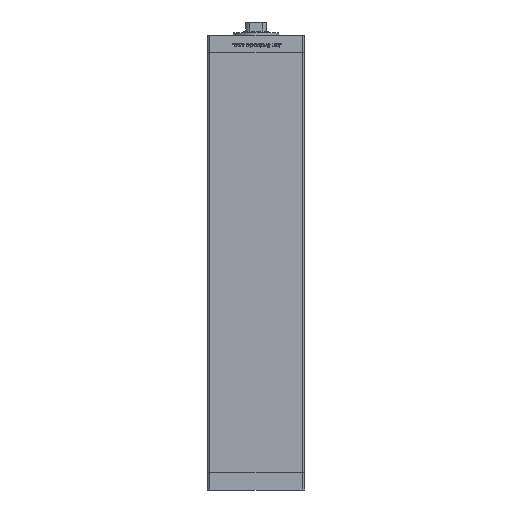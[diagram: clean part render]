
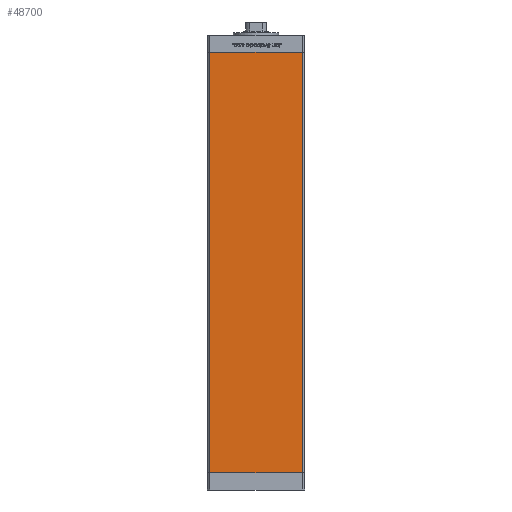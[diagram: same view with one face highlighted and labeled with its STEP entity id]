
A CAD part, front view. The second image highlights one B-rep face of the part: STEP entity #48700.
In plain terms, the highlighted planar face has unit normal (0, -1, 0).
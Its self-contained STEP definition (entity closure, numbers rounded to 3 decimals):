
#467 = EDGE_CURVE ( 'NONE', #14549, #14728, #13505, .T. ) ;
#1733 = CARTESIAN_POINT ( 'NONE',  ( -40.5, -37.5, 368.5 ) ) ;
#1916 = PLANE ( 'NONE',  #14186 ) ;
#6724 = VERTEX_POINT ( 'NONE', #29802 ) ;
#7200 = ORIENTED_EDGE ( 'NONE', *, *, #24380, .F. ) ;
#8933 = VECTOR ( 'NONE', #29332, 1000. ) ;
#9858 = VECTOR ( 'NONE', #10466, 1000. ) ;
#10025 = LINE ( 'NONE', #50889, #26449 ) ;
#10087 = DIRECTION ( 'NONE',  ( 0., 0., 1. ) ) ;
#10466 = DIRECTION ( 'NONE',  ( 1., 0., 0. ) ) ;
#12718 = VECTOR ( 'NONE', #34933, 1000. ) ;
#13010 = FACE_OUTER_BOUND ( 'NONE', #34890, .T. ) ;
#13505 = LINE ( 'NONE', #26136, #8933 ) ;
#13849 = LINE ( 'NONE', #1733, #12718 ) ;
#13950 = CARTESIAN_POINT ( 'NONE',  ( 40.5, -37.5, 0. ) ) ;
#14186 = AXIS2_PLACEMENT_3D ( 'NONE', #17999, #46224, #10087 ) ;
#14549 = VERTEX_POINT ( 'NONE', #41987 ) ;
#14728 = VERTEX_POINT ( 'NONE', #13950 ) ;
#17999 = CARTESIAN_POINT ( 'NONE',  ( -40.5, -37.5, 368.5 ) ) ;
#24380 = EDGE_CURVE ( 'NONE', #6724, #14549, #13849, .T. ) ;
#26136 = CARTESIAN_POINT ( 'NONE',  ( 40.5, -37.5, 368.5 ) ) ;
#26449 = VECTOR ( 'NONE', #30841, 1000. ) ;
#29332 = DIRECTION ( 'NONE',  ( 0., 0., -1. ) ) ;
#29802 = CARTESIAN_POINT ( 'NONE',  ( -40.5, -37.5, 368.5 ) ) ;
#30654 = CARTESIAN_POINT ( 'NONE',  ( -40.5, -37.5, 0. ) ) ;
#30841 = DIRECTION ( 'NONE',  ( 0., 0., -1. ) ) ;
#31682 = EDGE_CURVE ( 'NONE', #6724, #41483, #10025, .T. ) ;
#34890 = EDGE_LOOP ( 'NONE', ( #51338, #44227, #7200, #49768 ) ) ;
#34933 = DIRECTION ( 'NONE',  ( 1., 0., 0. ) ) ;
#38949 = CARTESIAN_POINT ( 'NONE',  ( -40.5, -37.5, 0. ) ) ;
#41483 = VERTEX_POINT ( 'NONE', #30654 ) ;
#41987 = CARTESIAN_POINT ( 'NONE',  ( 40.5, -37.5, 368.5 ) ) ;
#44227 = ORIENTED_EDGE ( 'NONE', *, *, #467, .F. ) ;
#44581 = EDGE_CURVE ( 'NONE', #41483, #14728, #47384, .T. ) ;
#46224 = DIRECTION ( 'NONE',  ( 0., 1., 0. ) ) ;
#47384 = LINE ( 'NONE', #38949, #9858 ) ;
#48700 = ADVANCED_FACE ( 'NONE', ( #13010 ), #1916, .F. ) ;
#49768 = ORIENTED_EDGE ( 'NONE', *, *, #31682, .T. ) ;
#50889 = CARTESIAN_POINT ( 'NONE',  ( -40.5, -37.5, 368.5 ) ) ;
#51338 = ORIENTED_EDGE ( 'NONE', *, *, #44581, .T. ) ;
